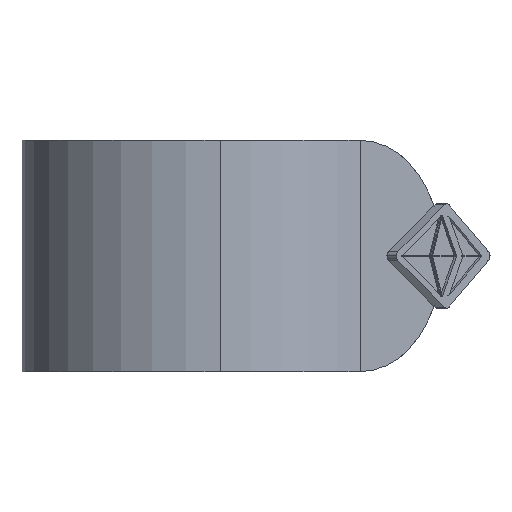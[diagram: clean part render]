
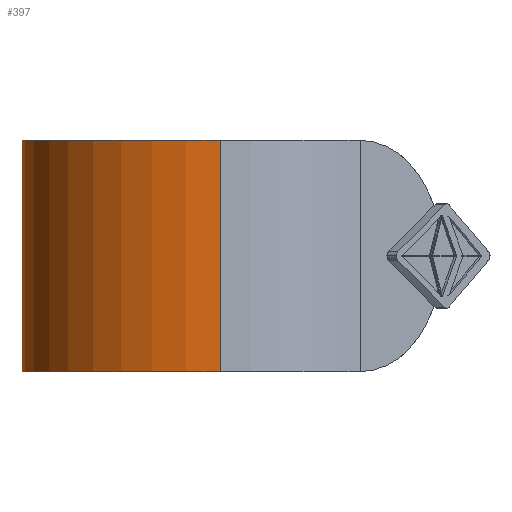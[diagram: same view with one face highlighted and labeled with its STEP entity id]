
A CAD part, left-side view. The second image highlights one B-rep face of the part: STEP entity #397.
In plain terms, the highlighted cylindrical face has radius 30 mm (diameter 60 mm), a partial arc.
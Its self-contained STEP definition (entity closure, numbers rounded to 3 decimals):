
#49 = VECTOR ( 'NONE', #1396, 1000. ) ;
#69 = EDGE_CURVE ( 'NONE', #1071, #1193, #539, .T. ) ;
#99 = CARTESIAN_POINT ( 'NONE',  ( -32.5, -26.5, 35. ) ) ;
#108 = DIRECTION ( 'NONE',  ( 0., 0., 1. ) ) ;
#145 = CIRCLE ( 'NONE', #354, 30. ) ;
#169 = CARTESIAN_POINT ( 'NONE',  ( -32.5, 3.5, 35. ) ) ;
#190 = CARTESIAN_POINT ( 'NONE',  ( -32.5, -26.5, 0. ) ) ;
#346 = AXIS2_PLACEMENT_3D ( 'NONE', #748, #619, #1031 ) ;
#354 = AXIS2_PLACEMENT_3D ( 'NONE', #190, #739, #720 ) ;
#369 = CYLINDRICAL_SURFACE ( 'NONE', #346, 30. ) ;
#397 = ADVANCED_FACE ( 'NONE', ( #1614 ), #369, .T. ) ;
#470 = VERTEX_POINT ( 'NONE', #1245 ) ;
#471 = EDGE_CURVE ( 'NONE', #1427, #1071, #811, .T. ) ;
#539 = LINE ( 'NONE', #836, #49 ) ;
#619 = DIRECTION ( 'NONE',  ( 0., 0., -1. ) ) ;
#665 = DIRECTION ( 'NONE',  ( 1., 0., 0. ) ) ;
#720 = DIRECTION ( 'NONE',  ( 1., 0., 0. ) ) ;
#739 = DIRECTION ( 'NONE',  ( 0., 0., 1. ) ) ;
#748 = CARTESIAN_POINT ( 'NONE',  ( -32.5, -26.5, 35. ) ) ;
#800 = CARTESIAN_POINT ( 'NONE',  ( -62.5, -26.5, 0. ) ) ;
#811 = CIRCLE ( 'NONE', #1163, 30. ) ;
#836 = CARTESIAN_POINT ( 'NONE',  ( -62.5, -26.5, 35. ) ) ;
#1009 = CARTESIAN_POINT ( 'NONE',  ( -62.5, -26.5, 35. ) ) ;
#1031 = DIRECTION ( 'NONE',  ( -1., 0., 0. ) ) ;
#1034 = ORIENTED_EDGE ( 'NONE', *, *, #69, .F. ) ;
#1037 = EDGE_CURVE ( 'NONE', #1427, #470, #1693, .T. ) ;
#1059 = ORIENTED_EDGE ( 'NONE', *, *, #1037, .T. ) ;
#1071 = VERTEX_POINT ( 'NONE', #1009 ) ;
#1101 = VECTOR ( 'NONE', #1399, 1000. ) ;
#1163 = AXIS2_PLACEMENT_3D ( 'NONE', #99, #108, #665 ) ;
#1193 = VERTEX_POINT ( 'NONE', #800 ) ;
#1216 = EDGE_LOOP ( 'NONE', ( #1034, #1331, #1059, #1357 ) ) ;
#1245 = CARTESIAN_POINT ( 'NONE',  ( -32.5, 3.5, 0. ) ) ;
#1331 = ORIENTED_EDGE ( 'NONE', *, *, #471, .F. ) ;
#1357 = ORIENTED_EDGE ( 'NONE', *, *, #1792, .T. ) ;
#1396 = DIRECTION ( 'NONE',  ( 0., 0., -1. ) ) ;
#1399 = DIRECTION ( 'NONE',  ( 0., 0., -1. ) ) ;
#1427 = VERTEX_POINT ( 'NONE', #1542 ) ;
#1542 = CARTESIAN_POINT ( 'NONE',  ( -32.5, 3.5, 35. ) ) ;
#1614 = FACE_OUTER_BOUND ( 'NONE', #1216, .T. ) ;
#1693 = LINE ( 'NONE', #169, #1101 ) ;
#1792 = EDGE_CURVE ( 'NONE', #470, #1193, #145, .T. ) ;
